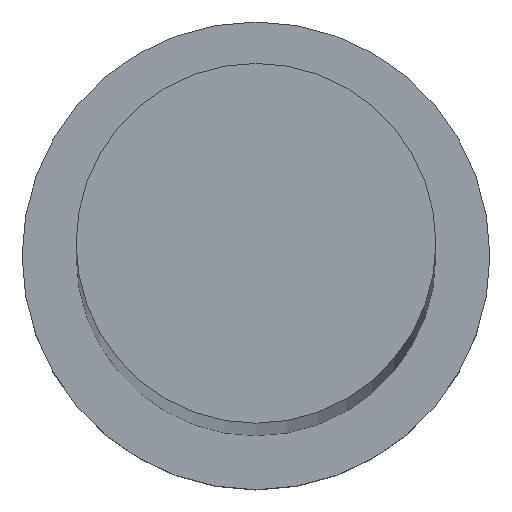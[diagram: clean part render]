
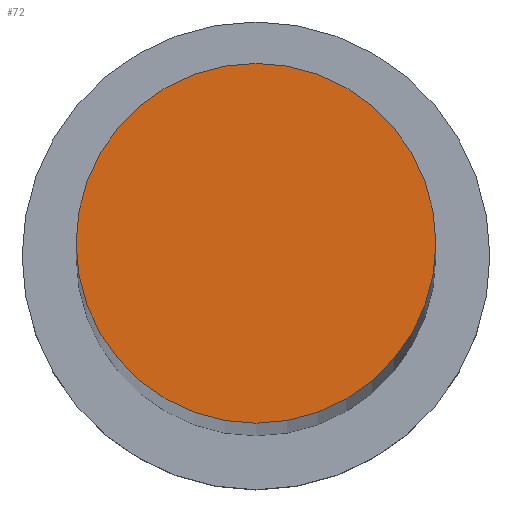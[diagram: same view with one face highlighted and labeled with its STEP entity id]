
A CAD part, top view. The second image highlights one B-rep face of the part: STEP entity #72.
In plain terms, the highlighted planar face has unit normal (0, 0, 1).
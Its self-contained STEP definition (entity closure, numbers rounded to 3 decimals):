
#7 = EDGE_CURVE ( 'NONE', #14, #208, #148, .T. ) ;
#14 = VERTEX_POINT ( 'NONE', #30 ) ;
#21 = FACE_OUTER_BOUND ( 'NONE', #188, .T. ) ;
#30 = CARTESIAN_POINT ( 'NONE',  ( -10., 0., 408. ) ) ;
#46 = DIRECTION ( 'NONE',  ( 1., 0., 0. ) ) ;
#64 = ORIENTED_EDGE ( 'NONE', *, *, #163, .T. ) ;
#72 = ADVANCED_FACE ( 'NONE', ( #21 ), #255, .T. ) ;
#82 = CARTESIAN_POINT ( 'NONE',  ( 0., 0., 408. ) ) ;
#90 = AXIS2_PLACEMENT_3D ( 'NONE', #82, #164, #46 ) ;
#112 = DIRECTION ( 'NONE',  ( 0., 0., 1. ) ) ;
#124 = CARTESIAN_POINT ( 'NONE',  ( 0., 0., 408. ) ) ;
#133 = CARTESIAN_POINT ( 'NONE',  ( 0., 0., 408. ) ) ;
#148 = CIRCLE ( 'NONE', #166, 10. ) ;
#154 = AXIS2_PLACEMENT_3D ( 'NONE', #124, #160, #237 ) ;
#160 = DIRECTION ( 'NONE',  ( 0., 0., 1. ) ) ;
#163 = EDGE_CURVE ( 'NONE', #208, #14, #221, .T. ) ;
#164 = DIRECTION ( 'NONE',  ( 0., 0., 1. ) ) ;
#166 = AXIS2_PLACEMENT_3D ( 'NONE', #133, #112, #249 ) ;
#188 = EDGE_LOOP ( 'NONE', ( #212, #64 ) ) ;
#208 = VERTEX_POINT ( 'NONE', #224 ) ;
#212 = ORIENTED_EDGE ( 'NONE', *, *, #7, .T. ) ;
#221 = CIRCLE ( 'NONE', #154, 10. ) ;
#224 = CARTESIAN_POINT ( 'NONE',  ( 10., 0., 408. ) ) ;
#237 = DIRECTION ( 'NONE',  ( 1., 0., 0. ) ) ;
#249 = DIRECTION ( 'NONE',  ( 1., 0., 0. ) ) ;
#255 = PLANE ( 'NONE',  #90 ) ;
